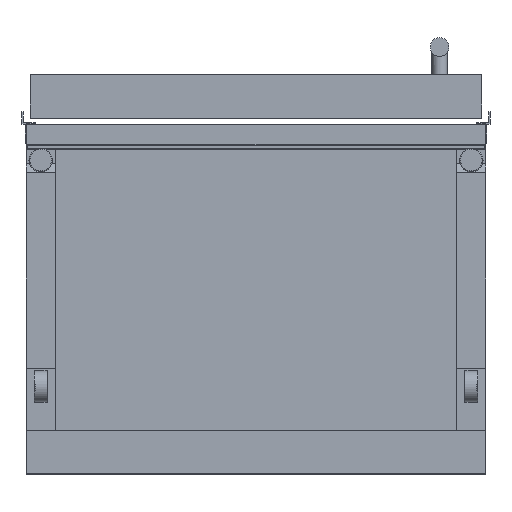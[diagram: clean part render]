
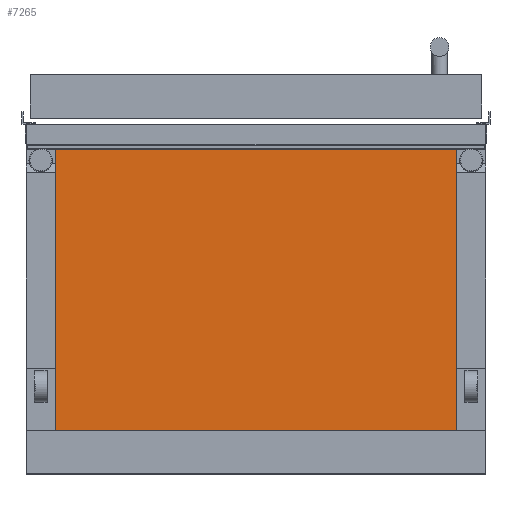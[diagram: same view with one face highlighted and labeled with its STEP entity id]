
A CAD part, front view. The second image highlights one B-rep face of the part: STEP entity #7265.
In plain terms, the highlighted planar face has unit normal (0, -1, 0).
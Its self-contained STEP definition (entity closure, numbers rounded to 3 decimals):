
#254 = FACE_OUTER_BOUND ( 'NONE', #7518, .T. ) ;
#422 = EDGE_CURVE ( 'NONE', #3457, #9233, #7287, .T. ) ;
#1477 = CARTESIAN_POINT ( 'NONE',  ( -321., -990.85, -210.4 ) ) ;
#1578 = EDGE_CURVE ( 'NONE', #8076, #8205, #7020, .T. ) ;
#1962 = DIRECTION ( 'NONE',  ( 0., 0., 1. ) ) ;
#2017 = CARTESIAN_POINT ( 'NONE',  ( 321., -990.85, 240. ) ) ;
#2722 = CARTESIAN_POINT ( 'NONE',  ( -321., -990.85, -280. ) ) ;
#3344 = CARTESIAN_POINT ( 'NONE',  ( 321., -990.85, -280. ) ) ;
#3439 = VECTOR ( 'NONE', #1962, 1000. ) ;
#3457 = VERTEX_POINT ( 'NONE', #4117 ) ;
#3564 = EDGE_CURVE ( 'NONE', #8076, #3457, #5456, .T. ) ;
#3579 = DIRECTION ( 'NONE',  ( 1., 0., 0. ) ) ;
#3816 = CARTESIAN_POINT ( 'NONE',  ( 321., -990.85, 240. ) ) ;
#4117 = CARTESIAN_POINT ( 'NONE',  ( -321., -990.85, 240. ) ) ;
#4548 = LINE ( 'NONE', #3344, #10321 ) ;
#4965 = CARTESIAN_POINT ( 'NONE',  ( 368., -990.85, -210.4 ) ) ;
#5320 = EDGE_CURVE ( 'NONE', #8205, #9233, #4548, .T. ) ;
#5456 = LINE ( 'NONE', #2722, #3439 ) ;
#5797 = ORIENTED_EDGE ( 'NONE', *, *, #3564, .F. ) ;
#6545 = CARTESIAN_POINT ( 'NONE',  ( 321., -990.85, -210.4 ) ) ;
#6708 = DIRECTION ( 'NONE',  ( 0., 0., 1. ) ) ;
#6741 = PLANE ( 'NONE',  #7440 ) ;
#6765 = VECTOR ( 'NONE', #7272, 1000. ) ;
#7020 = LINE ( 'NONE', #4965, #6765 ) ;
#7042 = VECTOR ( 'NONE', #3579, 1000. ) ;
#7265 = ADVANCED_FACE ( 'NONE', ( #254 ), #6741, .F. ) ;
#7272 = DIRECTION ( 'NONE',  ( 1., 0., 0. ) ) ;
#7287 = LINE ( 'NONE', #2017, #7042 ) ;
#7310 = ORIENTED_EDGE ( 'NONE', *, *, #5320, .T. ) ;
#7440 = AXIS2_PLACEMENT_3D ( 'NONE', #8301, #9963, #6708 ) ;
#7518 = EDGE_LOOP ( 'NONE', ( #5797, #8508, #7310, #10143 ) ) ;
#8076 = VERTEX_POINT ( 'NONE', #1477 ) ;
#8205 = VERTEX_POINT ( 'NONE', #6545 ) ;
#8301 = CARTESIAN_POINT ( 'NONE',  ( 321., -990.85, -280. ) ) ;
#8508 = ORIENTED_EDGE ( 'NONE', *, *, #1578, .T. ) ;
#9233 = VERTEX_POINT ( 'NONE', #3816 ) ;
#9595 = DIRECTION ( 'NONE',  ( 0., 0., 1. ) ) ;
#9963 = DIRECTION ( 'NONE',  ( 0., 1., 0. ) ) ;
#10143 = ORIENTED_EDGE ( 'NONE', *, *, #422, .F. ) ;
#10321 = VECTOR ( 'NONE', #9595, 1000. ) ;
